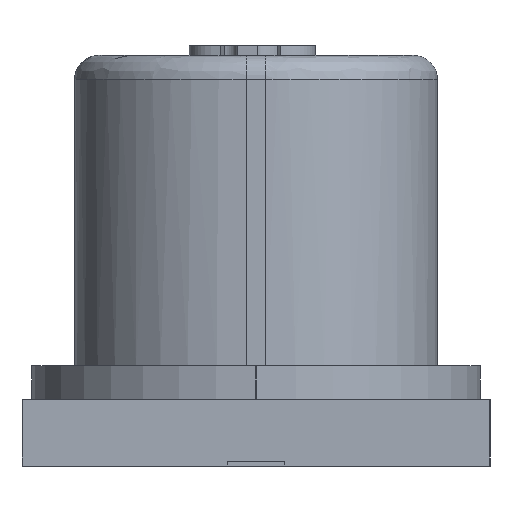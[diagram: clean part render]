
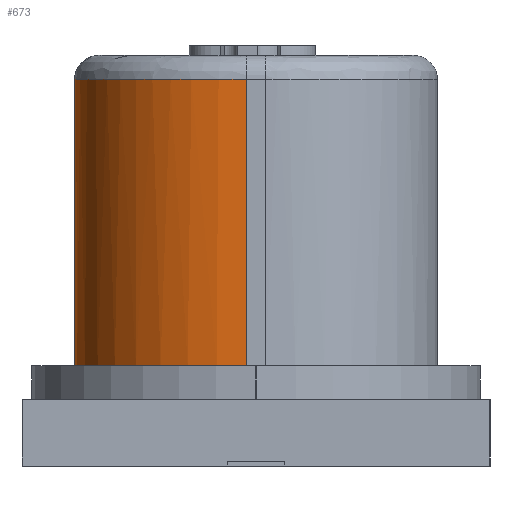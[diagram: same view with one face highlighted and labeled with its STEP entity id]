
A CAD part, left-side view. The second image highlights one B-rep face of the part: STEP entity #673.
In plain terms, the highlighted cylindrical face has radius 1.8 mm (diameter 3.6 mm), a partial arc.
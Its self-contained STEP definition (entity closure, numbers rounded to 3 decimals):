
#65 = DIRECTION ( 'NONE',  ( 0., 0., 1. ) ) ;
#146 = VERTEX_POINT ( 'NONE', #2691 ) ;
#470 = ORIENTED_EDGE ( 'NONE', *, *, #6171, .F. ) ;
#489 = EDGE_CURVE ( 'NONE', #3519, #3786, #4910, .T. ) ;
#673 = ADVANCED_FACE ( 'NONE', ( #5768 ), #5730, .T. ) ;
#775 = CARTESIAN_POINT ( 'NONE',  ( -5.103, 0.571, 4.05 ) ) ;
#1294 = CARTESIAN_POINT ( 'NONE',  ( -4.789, 1.206, 4.05 ) ) ;
#1377 = CARTESIAN_POINT ( 'NONE',  ( -5.15, 0.1, 1.05 ) ) ;
#1474 = DIRECTION ( 'NONE',  ( 0., 0., -1. ) ) ;
#1553 = DIRECTION ( 'NONE',  ( 0., 0., -1. ) ) ;
#1583 = CARTESIAN_POINT ( 'NONE',  ( -3.35, 1.9, 4.05 ) ) ;
#1663 = VERTEX_POINT ( 'NONE', #1583 ) ;
#1795 = CARTESIAN_POINT ( 'NONE',  ( -4.257, 1.673, 4.05 ) ) ;
#1969 = LINE ( 'NONE', #3577, #4489 ) ;
#1984 = CARTESIAN_POINT ( 'NONE',  ( -3.35, 0.1, 1.05 ) ) ;
#2259 = AXIS2_PLACEMENT_3D ( 'NONE', #1984, #5516, #2496 ) ;
#2307 = CARTESIAN_POINT ( 'NONE',  ( -3.586, 1.9, 4.05 ) ) ;
#2346 = ORIENTED_EDGE ( 'NONE', *, *, #5447, .T. ) ;
#2385 = VECTOR ( 'NONE', #65, 1000. ) ;
#2459 = ORIENTED_EDGE ( 'NONE', *, *, #489, .T. ) ;
#2496 = DIRECTION ( 'NONE',  ( -1., 0., 0. ) ) ;
#2691 = CARTESIAN_POINT ( 'NONE',  ( -3.35, 1.9, 1.05 ) ) ;
#2803 = AXIS2_PLACEMENT_3D ( 'NONE', #3497, #1474, #3520 ) ;
#3098 = CARTESIAN_POINT ( 'NONE',  ( -5.15, 0.1, 2.55 ) ) ;
#3174 = CIRCLE ( 'NONE', #2259, 1.8 ) ;
#3281 = CARTESIAN_POINT ( 'NONE',  ( -5.15, 0.1, 4.05 ) ) ;
#3313 = CARTESIAN_POINT ( 'NONE',  ( -5.15, 0.1, 4.05 ) ) ;
#3497 = CARTESIAN_POINT ( 'NONE',  ( -3.35, 0.1, 4.05 ) ) ;
#3519 = VERTEX_POINT ( 'NONE', #1377 ) ;
#3520 = DIRECTION ( 'NONE',  ( -1., 0., 0. ) ) ;
#3577 = CARTESIAN_POINT ( 'NONE',  ( -3.35, 1.9, 2.55 ) ) ;
#3786 = VERTEX_POINT ( 'NONE', #3281 ) ;
#3869 = ORIENTED_EDGE ( 'NONE', *, *, #4061, .T. ) ;
#4061 = EDGE_CURVE ( 'NONE', #1663, #146, #1969, .T. ) ;
#4139 = B_SPLINE_CURVE_WITH_KNOTS ( 'NONE', 3,
 ( #3313, #6336, #775, #4313, #1294, #4834, #1795, #5336, #2307, #5837 ),
 .UNSPECIFIED., .F., .F.,
 ( 4, 2, 2, 2, 4 ),
 ( 0., 0.25, 0.5, 0.75, 1. ),
 .UNSPECIFIED. ) ;
#4313 = CARTESIAN_POINT ( 'NONE',  ( -4.923, 1.007, 4.05 ) ) ;
#4489 = VECTOR ( 'NONE', #1553, 1000. ) ;
#4834 = CARTESIAN_POINT ( 'NONE',  ( -4.456, 1.539, 4.05 ) ) ;
#4910 = LINE ( 'NONE', #3098, #2385 ) ;
#5142 = EDGE_LOOP ( 'NONE', ( #470, #2459, #2346, #3869 ) ) ;
#5336 = CARTESIAN_POINT ( 'NONE',  ( -3.821, 1.853, 4.05 ) ) ;
#5447 = EDGE_CURVE ( 'NONE', #3786, #1663, #4139, .T. ) ;
#5516 = DIRECTION ( 'NONE',  ( 0., 0., -1. ) ) ;
#5730 = CYLINDRICAL_SURFACE ( 'NONE', #2803, 1.8 ) ;
#5768 = FACE_OUTER_BOUND ( 'NONE', #5142, .T. ) ;
#5837 = CARTESIAN_POINT ( 'NONE',  ( -3.35, 1.9, 4.05 ) ) ;
#6171 = EDGE_CURVE ( 'NONE', #3519, #146, #3174, .T. ) ;
#6336 = CARTESIAN_POINT ( 'NONE',  ( -5.15, 0.336, 4.05 ) ) ;
